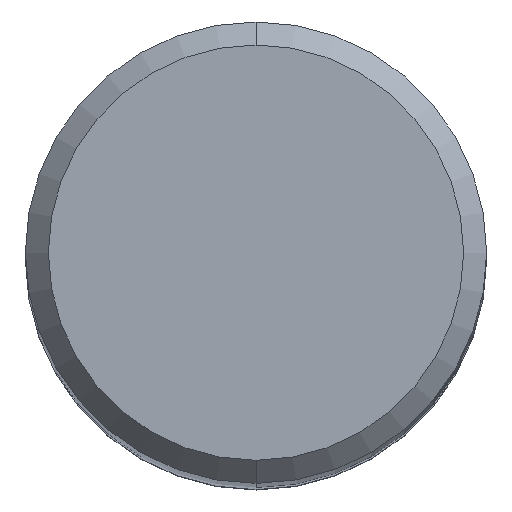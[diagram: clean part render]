
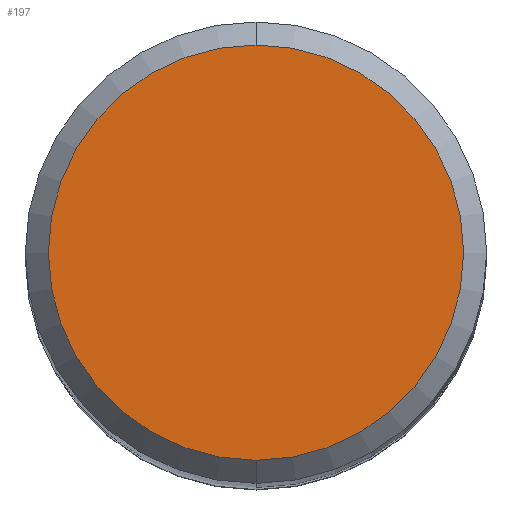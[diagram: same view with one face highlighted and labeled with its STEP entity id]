
A CAD part, top view. The second image highlights one B-rep face of the part: STEP entity #197.
In plain terms, the highlighted planar face has unit normal (0, 0, 1).
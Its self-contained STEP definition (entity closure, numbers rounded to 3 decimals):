
#107=VERTEX_POINT('',#270);
#145=VERTEX_POINT('',#317);
#153=EDGE_CURVE('',#107,#145,#325,.T.);
#197=ADVANCED_FACE('',(#372),#373,.T.);
#229=EDGE_CURVE('',#145,#107,#411,.T.);
#270=CARTESIAN_POINT('',(0.,-5.4,0.0));
#317=CARTESIAN_POINT('',(0.0,5.4,0.0));
#325=CIRCLE('',#513,5.4);
#372=FACE_OUTER_BOUND('',#577,.T.);
#373=PLANE('',#578);
#411=CIRCLE('',#626,5.4);
#513=AXIS2_PLACEMENT_3D('',#743,#744,#745);
#577=EDGE_LOOP('',(#792,#793));
#578=AXIS2_PLACEMENT_3D('',#794,#795,#796);
#626=AXIS2_PLACEMENT_3D('',#849,#850,#851);
#743=CARTESIAN_POINT('',(0.0,0.0,0.0));
#744=DIRECTION('',(0.0,0.0,-1.0));
#745=DIRECTION('',(0.0,1.0,0.0));
#792=ORIENTED_EDGE('',*,*,#229,.F.);
#793=ORIENTED_EDGE('',*,*,#153,.F.);
#794=CARTESIAN_POINT('',(0.0,2.7,0.0));
#795=DIRECTION('',(-0.0,0.0,1.0));
#796=DIRECTION('',(0.0,-1.0,0.0));
#849=CARTESIAN_POINT('',(0.0,0.0,0.0));
#850=DIRECTION('',(0.0,0.0,-1.0));
#851=DIRECTION('',(0.0,1.0,0.0));
